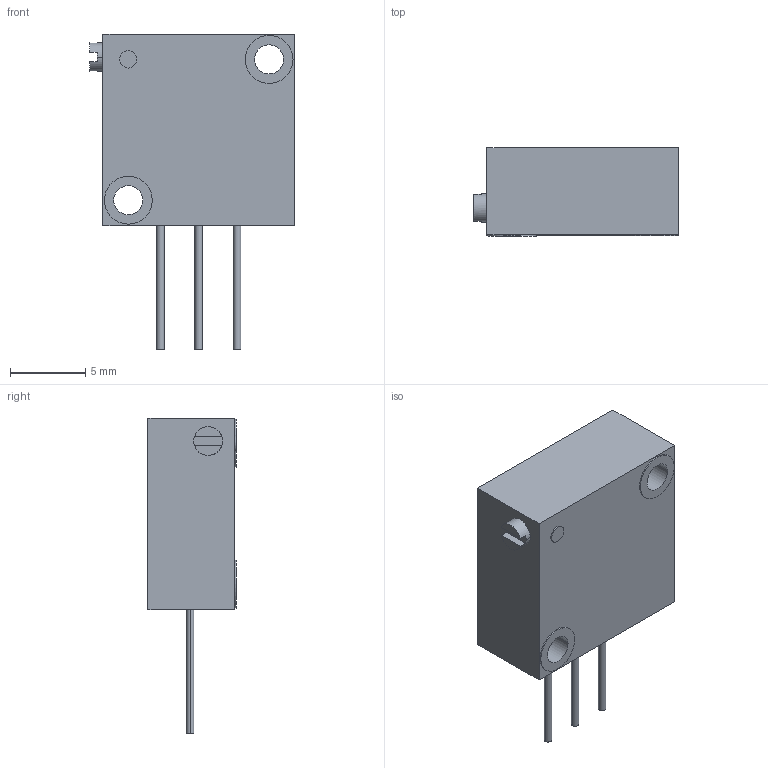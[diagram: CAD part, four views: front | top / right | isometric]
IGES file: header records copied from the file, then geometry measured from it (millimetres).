
Start section:  PTC IGES file: 3250W-66.igs
Global section: file name: 3250W-66.igs; native system: Creo Parametric by Parametric Technology Corporation; preprocessor: 2012230; author: stevec; organization: Unknown; date: 20121025.102040; units: inch
Bounding box: 13.59 x 5.84 x 20.95 mm (x, y, z)
Volume: 897.4 mm3; surface area: 806.1 mm2
Topology: 1 solids, 1 shells, 619 faces, 1735 edges, 1154 vertices
Faces by surface type: bspline 575, revolution 44
